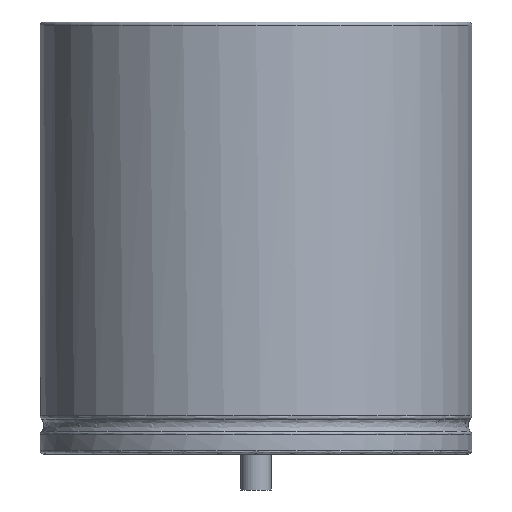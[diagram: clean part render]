
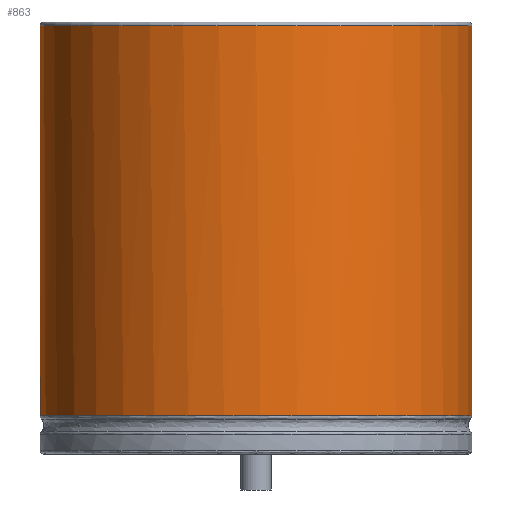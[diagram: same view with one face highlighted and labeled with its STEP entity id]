
A CAD part, left-side view. The second image highlights one B-rep face of the part: STEP entity #863.
In plain terms, the highlighted cylindrical face has radius 12 mm (diameter 24 mm), a partial arc.
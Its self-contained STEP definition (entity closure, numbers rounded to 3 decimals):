
#12=DIRECTION('',(0.,0.,1.));
#108=DIRECTION('',(0.,-0.,-1.));
#109=DIRECTION('',(0.924,-0.383,0.));
#231=VECTOR('',#12,1.);
#693=VERTEX_POINT('',#694);
#694=CARTESIAN_POINT('',(16.087,-4.592,2.135));
#702=ORIENTED_EDGE('',*,*,#703,.T.);
#703=EDGE_CURVE('',#693,#704,#706,.T.);
#704=VERTEX_POINT('',#705);
#705=CARTESIAN_POINT('',(16.087,4.592,2.135));
#706=B_SPLINE_CURVE_WITH_KNOTS('',12,(#707,#708,#709,#710,#711,#712,#713,#714,#715,#716,#717,#718,#719,#720,#721,#722,#723,#724,#725,#726,#727,#728,#729,#730,#731,#732,#733,#734,#735,#736,#737,#738,#739,#740,#741),.UNSPECIFIED.,.F.,.F.,(13,11,11,13),(-2.811,0.,65.973,68.784),.UNSPECIFIED.);
#707=CARTESIAN_POINT('',(17.162,-1.995,2.135));
#708=CARTESIAN_POINT('',(17.072,-2.213,2.135));
#709=CARTESIAN_POINT('',(16.982,-2.431,2.135));
#710=CARTESIAN_POINT('',(16.892,-2.648,2.135));
#711=CARTESIAN_POINT('',(16.802,-2.865,2.135));
#712=CARTESIAN_POINT('',(16.712,-3.082,2.135));
#713=CARTESIAN_POINT('',(16.622,-3.299,2.135));
#714=CARTESIAN_POINT('',(16.533,-3.515,2.135));
#715=CARTESIAN_POINT('',(16.443,-3.731,2.135));
#716=CARTESIAN_POINT('',(16.354,-3.947,2.135));
#717=CARTESIAN_POINT('',(16.265,-4.162,2.135));
#718=CARTESIAN_POINT('',(16.176,-4.377,2.135));
#719=CARTESIAN_POINT('',(13.997,-9.636,2.135));
#720=CARTESIAN_POINT('',(9.371,-13.72,2.135));
#721=CARTESIAN_POINT('',(2.694,-15.338,2.135));
#722=CARTESIAN_POINT('',(-4.466,-13.234,2.135));
#723=CARTESIAN_POINT('',(-9.797,-7.981,2.135));
#724=CARTESIAN_POINT('',(-12.469,0.,2.135));
#725=CARTESIAN_POINT('',(-9.797,7.981,2.135));
#726=CARTESIAN_POINT('',(-4.466,13.234,2.135));
#727=CARTESIAN_POINT('',(2.694,15.338,2.135));
#728=CARTESIAN_POINT('',(9.371,13.72,2.135));
#729=CARTESIAN_POINT('',(13.997,9.636,2.135));
#730=CARTESIAN_POINT('',(16.176,4.377,2.135));
#731=CARTESIAN_POINT('',(16.265,4.162,2.135));
#732=CARTESIAN_POINT('',(16.354,3.947,2.135));
#733=CARTESIAN_POINT('',(16.443,3.731,2.135));
#734=CARTESIAN_POINT('',(16.533,3.515,2.135));
#735=CARTESIAN_POINT('',(16.622,3.299,2.135));
#736=CARTESIAN_POINT('',(16.712,3.082,2.135));
#737=CARTESIAN_POINT('',(16.802,2.865,2.135));
#738=CARTESIAN_POINT('',(16.892,2.648,2.135));
#739=CARTESIAN_POINT('',(16.982,2.431,2.135));
#740=CARTESIAN_POINT('',(17.072,2.213,2.135));
#741=CARTESIAN_POINT('',(17.162,1.995,2.135));
#863=ADVANCED_FACE('',(#864),#883,.T.);
#864=FACE_BOUND('',#865,.F.);
#865=EDGE_LOOP('',(#866,#702,#872,#878));
#866=ORIENTED_EDGE('',*,*,#867,.F.);
#867=EDGE_CURVE('',#693,#868,#870,.T.);
#868=VERTEX_POINT('',#869);
#869=CARTESIAN_POINT('',(16.087,-4.592,23.8));
#870=LINE('',#871,#231);
#871=CARTESIAN_POINT('',(16.087,-4.592,2.));
#872=ORIENTED_EDGE('',*,*,#873,.T.);
#873=EDGE_CURVE('',#704,#874,#876,.T.);
#874=VERTEX_POINT('',#875);
#875=CARTESIAN_POINT('',(16.087,4.592,23.8));
#876=LINE('',#877,#231);
#877=CARTESIAN_POINT('',(16.087,4.592,2.));
#878=ORIENTED_EDGE('',*,*,#879,.F.);
#879=EDGE_CURVE('',#868,#874,#880,.T.);
#880=CIRCLE('',#881,12.);
#881=AXIS2_PLACEMENT_3D('',#882,#108,#109);
#882=CARTESIAN_POINT('',(5.,0.,23.8));
#883=CYLINDRICAL_SURFACE('',#884,12.);
#884=AXIS2_PLACEMENT_3D('',#885,#12,#109);
#885=CARTESIAN_POINT('',(5.,0.,2.));
